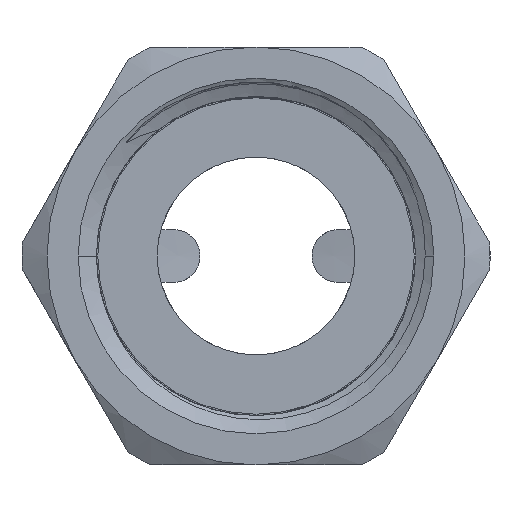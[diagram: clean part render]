
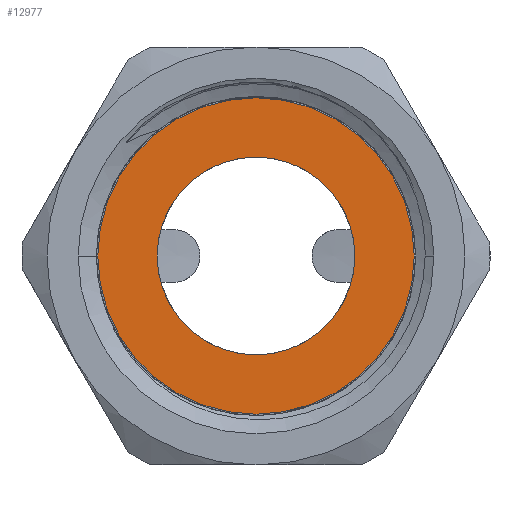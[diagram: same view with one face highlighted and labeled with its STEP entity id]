
A CAD part, left-side view. The second image highlights one B-rep face of the part: STEP entity #12977.
In plain terms, the highlighted planar face has unit normal (-1, 0, 0).
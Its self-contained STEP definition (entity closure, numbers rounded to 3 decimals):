
#12852=CARTESIAN_POINT('',(0.,0.,0.));
#12853=DIRECTION('',(-1.,0.,0.));
#12854=DIRECTION('',(0.,1.,0.));
#12855=AXIS2_PLACEMENT_3D('',#12852,#12853,#12854);
#12860=CARTESIAN_POINT('',(0.,0.,0.));
#12861=DIRECTION('',(1.,0.,0.));
#12862=DIRECTION('',(0.,1.,0.));
#12863=AXIS2_PLACEMENT_3D('',#12860,#12861,#12862);
#12868=CARTESIAN_POINT('',(0.,0.,0.));
#12869=DIRECTION('',(1.,0.,0.));
#12870=DIRECTION('',(0.,1.,0.));
#12871=AXIS2_PLACEMENT_3D('',#12868,#12869,#12870);
#12890=CARTESIAN_POINT('',(0.,0.,0.));
#12891=DIRECTION('',(-1.,0.,0.));
#12892=DIRECTION('',(0.,1.,0.));
#12893=AXIS2_PLACEMENT_3D('',#12890,#12891,#12892);
#12944=CARTESIAN_POINT('',(0.,7.5,0.));
#12946=VERTEX_POINT('',#12944);
#12949=CARTESIAN_POINT('',(0.,12.,0.));
#12951=VERTEX_POINT('',#12949);
#12952=CARTESIAN_POINT('',(0.,-7.5,0.));
#12954=VERTEX_POINT('',#12952);
#12957=CARTESIAN_POINT('',(0.,-12.,0.));
#12959=VERTEX_POINT('',#12957);
#12960=CARTESIAN_POINT('',(0.,0.,0.));
#12961=DIRECTION('',(1.,0.,0.));
#12962=DIRECTION('',(0.,-1.,0.));
#12963=AXIS2_PLACEMENT_3D('',#12960,#12961,#12962);
#12964=PLANE('',#12963);
#12966=ORIENTED_EDGE('',*,*,#12965,.F.);
#12968=ORIENTED_EDGE('',*,*,#12967,.T.);
#12969=EDGE_LOOP('',(#12966,#12968));
#12970=FACE_OUTER_BOUND('',#12969,.F.);
#12972=ORIENTED_EDGE('',*,*,#12971,.F.);
#12974=ORIENTED_EDGE('',*,*,#12973,.T.);
#12975=EDGE_LOOP('',(#12972,#12974));
#12976=FACE_BOUND('',#12975,.F.);
#12977=ADVANCED_FACE('',(#12970,#12976),#12964,.F.);
#12856=CIRCLE('',#12855,12.);
#12864=CIRCLE('',#12863,12.);
#12872=CIRCLE('',#12871,7.5);
#12894=CIRCLE('',#12893,7.5);
#12965=EDGE_CURVE('',#12951,#12959,#12856,.T.);
#12967=EDGE_CURVE('',#12951,#12959,#12864,.T.);
#12971=EDGE_CURVE('',#12946,#12954,#12872,.T.);
#12973=EDGE_CURVE('',#12946,#12954,#12894,.T.);
